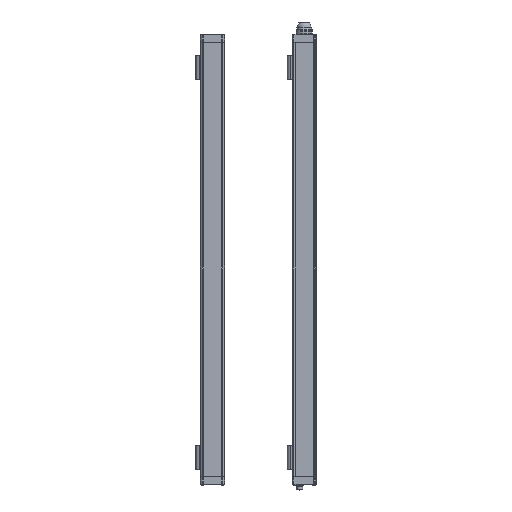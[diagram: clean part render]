
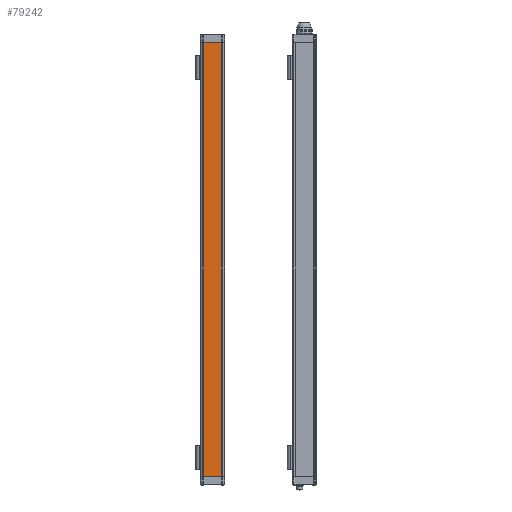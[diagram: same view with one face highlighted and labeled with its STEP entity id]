
A CAD part, top view. The second image highlights one B-rep face of the part: STEP entity #79242.
In plain terms, the highlighted planar face has unit normal (0, 0, 1).
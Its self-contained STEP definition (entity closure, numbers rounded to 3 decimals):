
#1335 = PLANE ( 'NONE',  #80385 ) ;
#9153 = EDGE_CURVE ( 'NONE', #173598, #177262, #59653, .T. ) ;
#9533 = CARTESIAN_POINT ( 'NONE',  ( -119.848, 28., 14.65 ) ) ;
#14694 = ORIENTED_EDGE ( 'NONE', *, *, #65896, .T. ) ;
#18542 = CARTESIAN_POINT ( 'NONE',  ( -119.848, 376.5, 14.65 ) ) ;
#28281 = DIRECTION ( 'NONE',  ( 1., 0., 0. ) ) ;
#39082 = ORIENTED_EDGE ( 'NONE', *, *, #132175, .T. ) ;
#39512 = CARTESIAN_POINT ( 'NONE',  ( -157.448, 927.5, 14.65 ) ) ;
#43462 = CARTESIAN_POINT ( 'NONE',  ( -119.848, 28., 14.65 ) ) ;
#49950 = CARTESIAN_POINT ( 'NONE',  ( -157.448, 28., 14.65 ) ) ;
#53133 = VECTOR ( 'NONE', #106351, 1000. ) ;
#58356 = DIRECTION ( 'NONE',  ( -1., 0., 0. ) ) ;
#59653 = LINE ( 'NONE', #121575, #53133 ) ;
#60188 = VECTOR ( 'NONE', #97040, 1000. ) ;
#65896 = EDGE_CURVE ( 'NONE', #185264, #173598, #163217, .T. ) ;
#74589 = LINE ( 'NONE', #81375, #189295 ) ;
#75453 = CARTESIAN_POINT ( 'NONE',  ( -119.848, 927.5, 14.65 ) ) ;
#79242 = ADVANCED_FACE ( 'NONE', ( #122019 ), #1335, .T. ) ;
#80364 = DIRECTION ( 'NONE',  ( 0., 0., 1. ) ) ;
#80385 = AXIS2_PLACEMENT_3D ( 'NONE', #18542, #80364, #157401 ) ;
#81375 = CARTESIAN_POINT ( 'NONE',  ( -119.848, 927.5, 14.65 ) ) ;
#81547 = ORIENTED_EDGE ( 'NONE', *, *, #9153, .T. ) ;
#97040 = DIRECTION ( 'NONE',  ( 0., -1., 0. ) ) ;
#106351 = DIRECTION ( 'NONE',  ( 0., 1., 0. ) ) ;
#112915 = EDGE_LOOP ( 'NONE', ( #14694, #81547, #197381, #39082 ) ) ;
#117224 = CARTESIAN_POINT ( 'NONE',  ( -157.448, 376.5, 14.65 ) ) ;
#121575 = CARTESIAN_POINT ( 'NONE',  ( -119.848, 376.5, 14.65 ) ) ;
#122019 = FACE_OUTER_BOUND ( 'NONE', #112915, .T. ) ;
#131521 = EDGE_CURVE ( 'NONE', #177262, #153066, #74589, .T. ) ;
#132175 = EDGE_CURVE ( 'NONE', #153066, #185264, #175088, .T. ) ;
#153066 = VERTEX_POINT ( 'NONE', #39512 ) ;
#157401 = DIRECTION ( 'NONE',  ( 0., -1., 0. ) ) ;
#163217 = LINE ( 'NONE', #43462, #188859 ) ;
#173598 = VERTEX_POINT ( 'NONE', #9533 ) ;
#175088 = LINE ( 'NONE', #117224, #60188 ) ;
#177262 = VERTEX_POINT ( 'NONE', #75453 ) ;
#185264 = VERTEX_POINT ( 'NONE', #49950 ) ;
#188859 = VECTOR ( 'NONE', #28281, 1000. ) ;
#189295 = VECTOR ( 'NONE', #58356, 1000. ) ;
#197381 = ORIENTED_EDGE ( 'NONE', *, *, #131521, .T. ) ;
